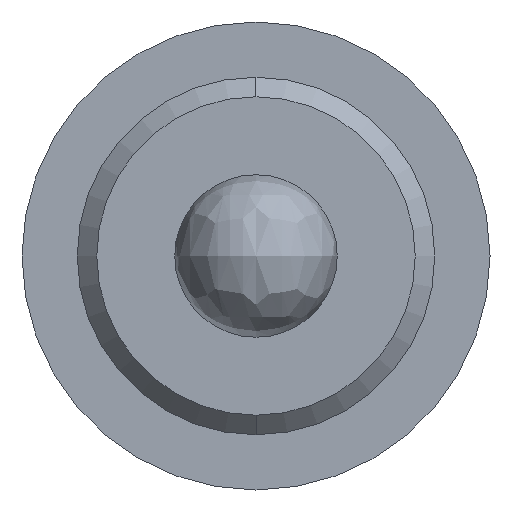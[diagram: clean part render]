
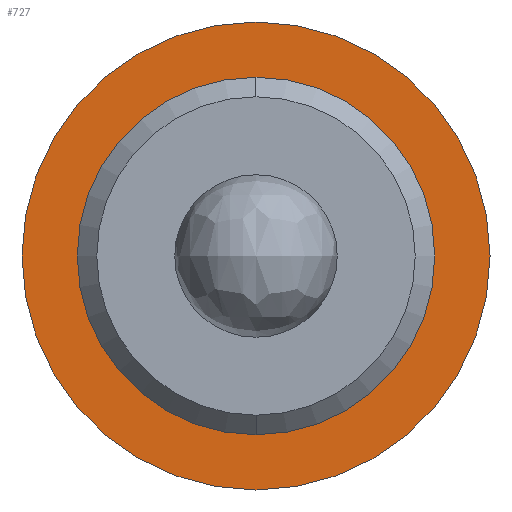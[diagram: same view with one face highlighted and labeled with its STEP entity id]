
A CAD part, left-side view. The second image highlights one B-rep face of the part: STEP entity #727.
In plain terms, the highlighted planar face has unit normal (-1, 0, 0).
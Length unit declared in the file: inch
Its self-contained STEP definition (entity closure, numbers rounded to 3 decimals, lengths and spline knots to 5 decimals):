
#15 = DIRECTION ( 'NONE',  ( 1., 0., 0. ) ) ;
#40 = VERTEX_POINT ( 'NONE', #726 ) ;
#76 = CARTESIAN_POINT ( 'NONE',  ( 0.143, 0., 0. ) ) ;
#95 = VERTEX_POINT ( 'NONE', #529 ) ;
#128 = AXIS2_PLACEMENT_3D ( 'NONE', #582, #162, #519 ) ;
#137 = EDGE_LOOP ( 'NONE', ( #387, #744 ) ) ;
#140 = DIRECTION ( 'NONE',  ( 0., 0., 1. ) ) ;
#148 = DIRECTION ( 'NONE',  ( -1., 0., 0. ) ) ;
#162 = DIRECTION ( 'NONE',  ( 1., 0., 0. ) ) ;
#231 = AXIS2_PLACEMENT_3D ( 'NONE', #759, #279, #637 ) ;
#255 = EDGE_CURVE ( 'NONE', #311, #40, #724, .T. ) ;
#279 = DIRECTION ( 'NONE',  ( 1., 0., 0. ) ) ;
#282 = CIRCLE ( 'NONE', #401, 0.0275 ) ;
#295 = EDGE_CURVE ( 'NONE', #477, #95, #399, .T. ) ;
#311 = VERTEX_POINT ( 'NONE', #503 ) ;
#333 = EDGE_CURVE ( 'NONE', #95, #477, #282, .T. ) ;
#348 = CARTESIAN_POINT ( 'NONE',  ( 0.143, 0., 0.0275 ) ) ;
#383 = CARTESIAN_POINT ( 'NONE',  ( 0.143, 0., 0. ) ) ;
#387 = ORIENTED_EDGE ( 'NONE', *, *, #255, .F. ) ;
#390 = CIRCLE ( 'NONE', #128, 0.036 ) ;
#399 = CIRCLE ( 'NONE', #712, 0.0275 ) ;
#401 = AXIS2_PLACEMENT_3D ( 'NONE', #508, #148, #570 ) ;
#440 = DIRECTION ( 'NONE',  ( 0., 0., 1. ) ) ;
#477 = VERTEX_POINT ( 'NONE', #348 ) ;
#498 = DIRECTION ( 'NONE',  ( -1., 0., 0. ) ) ;
#503 = CARTESIAN_POINT ( 'NONE',  ( 0.143, 0., 0.036 ) ) ;
#508 = CARTESIAN_POINT ( 'NONE',  ( 0.143, 0., 0. ) ) ;
#519 = DIRECTION ( 'NONE',  ( 0., 0., 1. ) ) ;
#529 = CARTESIAN_POINT ( 'NONE',  ( 0.143, 0., -0.0275 ) ) ;
#570 = DIRECTION ( 'NONE',  ( 0., 0., 1. ) ) ;
#582 = CARTESIAN_POINT ( 'NONE',  ( 0.143, 0., 0. ) ) ;
#591 = AXIS2_PLACEMENT_3D ( 'NONE', #383, #15, #440 ) ;
#637 = DIRECTION ( 'NONE',  ( 0., 0., -1. ) ) ;
#654 = ORIENTED_EDGE ( 'NONE', *, *, #333, .F. ) ;
#683 = EDGE_LOOP ( 'NONE', ( #706, #654 ) ) ;
#691 = FACE_OUTER_BOUND ( 'NONE', #137, .T. ) ;
#695 = PLANE ( 'NONE',  #231 ) ;
#706 = ORIENTED_EDGE ( 'NONE', *, *, #295, .F. ) ;
#711 = FACE_BOUND ( 'NONE', #683, .T. ) ;
#712 = AXIS2_PLACEMENT_3D ( 'NONE', #76, #498, #140 ) ;
#719 = EDGE_CURVE ( 'NONE', #40, #311, #390, .T. ) ;
#724 = CIRCLE ( 'NONE', #591, 0.036 ) ;
#726 = CARTESIAN_POINT ( 'NONE',  ( 0.143, 0., -0.036 ) ) ;
#727 = ADVANCED_FACE ( 'NONE', ( #691, #711 ), #695, .F. ) ;
#744 = ORIENTED_EDGE ( 'NONE', *, *, #719, .F. ) ;
#759 = CARTESIAN_POINT ( 'NONE',  ( 0.143, 0.0275, 0. ) ) ;
